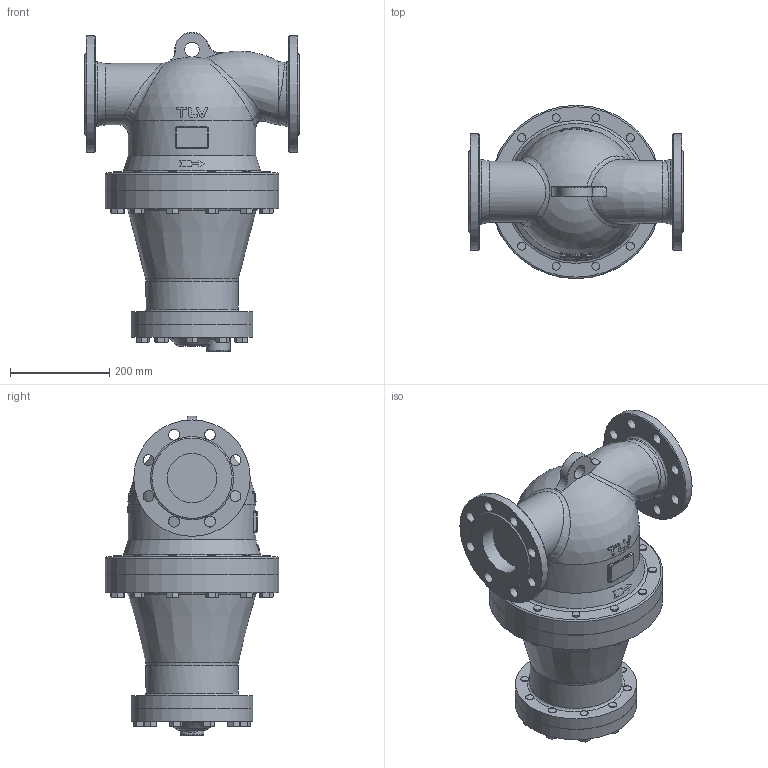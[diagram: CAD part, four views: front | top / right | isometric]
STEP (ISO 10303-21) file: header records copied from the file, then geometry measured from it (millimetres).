
FILE_DESCRIPTION((''),'2;1');
FILE_NAME('dc3a0-100-e0025-00.stp','2010-06-23T16:17:03',('nakaot'),(''),'Autodesk Inventor 2008','Autodesk Inventor 2008','');
FILE_SCHEMA(('AUTOMOTIVE_DESIGN { 1 0 10303 214 1 1 1 1 }'));
Length unit declared in the file: millimetre
Products named in the file (1): dc3a0-100-e0025-00
Bounding box: 434 x 350 x 644.88 mm (x, y, z)
Volume: 30798546.1 mm3; surface area: 1118016.4 mm2
Topology: 1 solids, 1 shells, 601 faces, 1437 edges, 903 vertices
Faces by surface type: plane 273, cone 139, cylinder 100, bspline 71, torus 11, sphere 7
Full cylindrical faces by diameter (mm): 16 x44, 22 x8, 30 x1, 48 x1, 100 x1, 124 x1, 180 x1, 186 x1, 200 x1, 235 x1, 245 x2, 257 x1, 350 x2
Entity records: 24695 total; most frequent: CARTESIAN_POINT 12261, ORIENTED_EDGE 2532, DIRECTION 2471, EDGE_CURVE 1266, AXIS2_PLACEMENT_3D 1054, EDGE_LOOP 859, VERTEX_POINT 847, FACE_OUTER_BOUND 601
